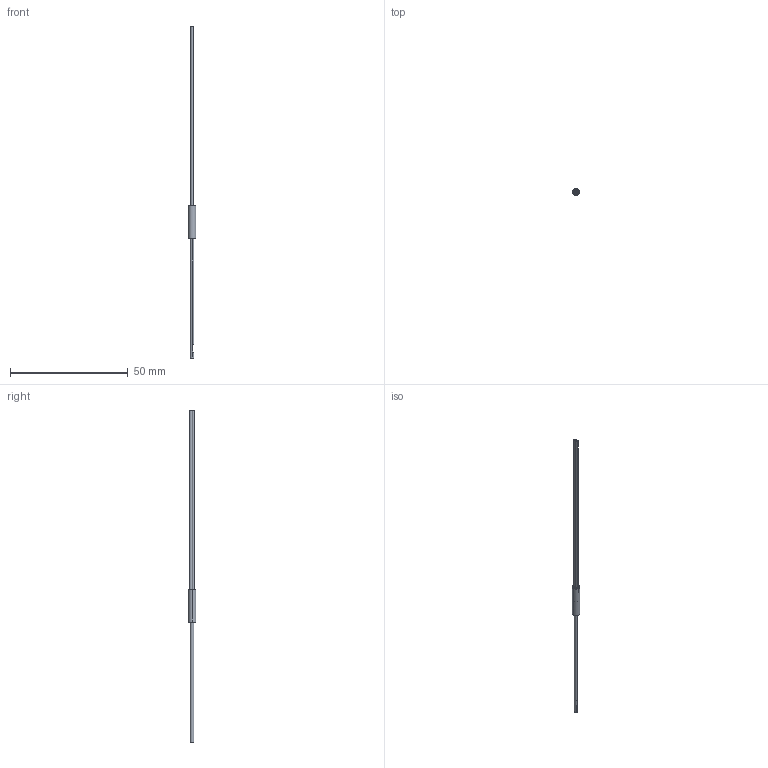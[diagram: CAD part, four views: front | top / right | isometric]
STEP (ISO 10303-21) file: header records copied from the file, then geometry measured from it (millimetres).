
FILE_DESCRIPTION((''),'2;1');
FILE_NAME('176182_ASM','2016-01-05T',('pdmadmin'),(''),'PRO/ENGINEER BY PARAMETRIC TECHNOLOGY CORPORATION, 2013230','PRO/ENGINEER BY PARAMETRIC TECHNOLOGY CORPORATION, 2013230','');
FILE_SCHEMA(('CONFIG_CONTROL_DESIGN'));
Length unit declared in the file: inch
Products named in the file (7): 35314; 34647; 41382__020X; 41382_CORE; 41382__020X_ASM; FIBER_CORE_020_X_; 176182_ASM
Assembly tree (8 placements, depth 3):
  176182_ASM
    35314
    34647
    41382__020X_ASM
      41382__020X
      41382_CORE  x2
    FIBER_CORE_020_X_  x2
Bounding box: 3.17 x 3.17 x 141.17 mm (x, y, z)
Volume: 225.1 mm3; surface area: 1642.2 mm2
Topology: 7 solids, 7 shells, 53 faces, 107 edges, 66 vertices
Faces by surface type: cylinder 31, plane 18, cone 4
Entity records: 1447 total; most frequent: DIRECTION 275, CARTESIAN_POINT 216, ORIENTED_EDGE 190, AXIS2_PLACEMENT_3D 117, EDGE_CURVE 95, VERTEX_POINT 58, CIRCLE 54, EDGE_LOOP 53
